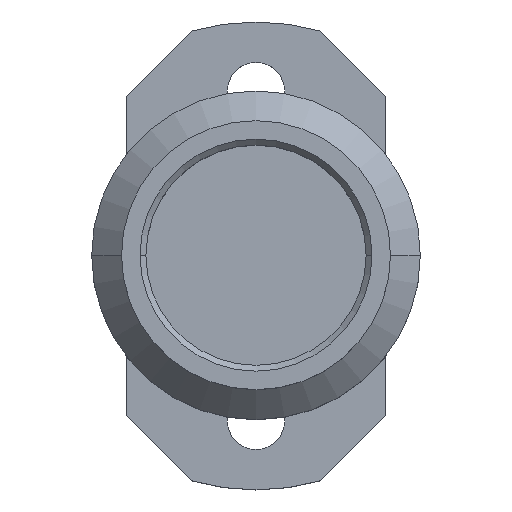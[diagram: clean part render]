
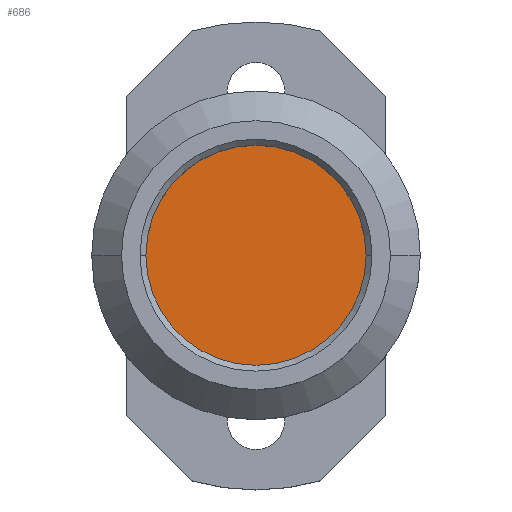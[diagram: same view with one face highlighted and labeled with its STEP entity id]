
A CAD part, top view. The second image highlights one B-rep face of the part: STEP entity #686.
In plain terms, the highlighted planar face has unit normal (0, 0, 1).
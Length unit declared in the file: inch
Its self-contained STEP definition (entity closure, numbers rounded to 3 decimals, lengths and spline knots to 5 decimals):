
#33 = EDGE_CURVE ( 'NONE', #444, #1430, #65, .T. ) ;
#65 = CIRCLE ( 'NONE', #582, 0.09415 ) ;
#74 = DIRECTION ( 'NONE',  ( 1., 0., 0. ) ) ;
#294 = CARTESIAN_POINT ( 'NONE',  ( 0.09415, 0., -0.12 ) ) ;
#444 = VERTEX_POINT ( 'NONE', #1448 ) ;
#504 = CARTESIAN_POINT ( 'NONE',  ( 0., 0.04725, -0.12 ) ) ;
#582 = AXIS2_PLACEMENT_3D ( 'NONE', #1403, #640, #1117 ) ;
#592 = DIRECTION ( 'NONE',  ( 0., 0., -1. ) ) ;
#640 = DIRECTION ( 'NONE',  ( 0., 0., 1. ) ) ;
#686 = ADVANCED_FACE ( 'NONE', ( #1406 ), #1009, .F. ) ;
#1009 = PLANE ( 'NONE',  #1655 ) ;
#1082 = CARTESIAN_POINT ( 'NONE',  ( 0., 0., -0.12 ) ) ;
#1117 = DIRECTION ( 'NONE',  ( 1., 0., 0. ) ) ;
#1131 = EDGE_CURVE ( 'NONE', #1430, #444, #1651, .T. ) ;
#1135 = AXIS2_PLACEMENT_3D ( 'NONE', #1082, #1822, #74 ) ;
#1273 = ORIENTED_EDGE ( 'NONE', *, *, #33, .T. ) ;
#1284 = DIRECTION ( 'NONE',  ( -1., 0., 0. ) ) ;
#1403 = CARTESIAN_POINT ( 'NONE',  ( 0., 0., -0.12 ) ) ;
#1406 = FACE_OUTER_BOUND ( 'NONE', #1474, .T. ) ;
#1430 = VERTEX_POINT ( 'NONE', #294 ) ;
#1448 = CARTESIAN_POINT ( 'NONE',  ( -0.09415, 0., -0.12 ) ) ;
#1474 = EDGE_LOOP ( 'NONE', ( #1582, #1273 ) ) ;
#1582 = ORIENTED_EDGE ( 'NONE', *, *, #1131, .T. ) ;
#1651 = CIRCLE ( 'NONE', #1135, 0.09415 ) ;
#1655 = AXIS2_PLACEMENT_3D ( 'NONE', #504, #592, #1284 ) ;
#1822 = DIRECTION ( 'NONE',  ( 0., 0., 1. ) ) ;
